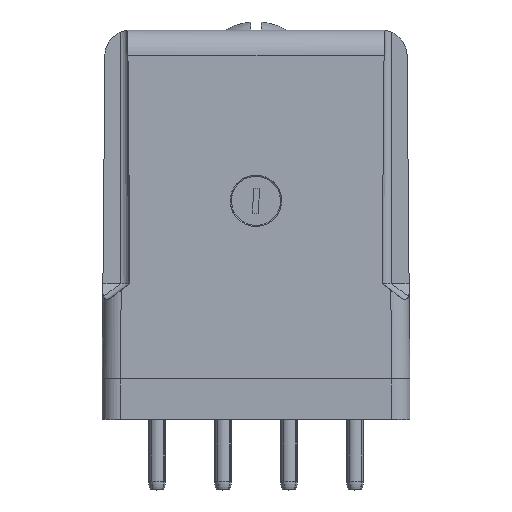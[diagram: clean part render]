
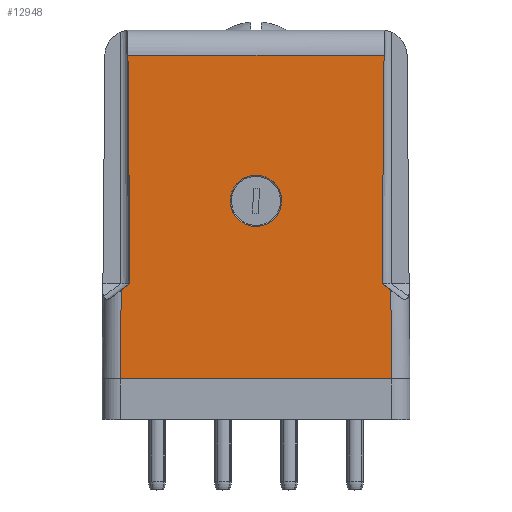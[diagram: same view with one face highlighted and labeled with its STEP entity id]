
A CAD part, top view. The second image highlights one B-rep face of the part: STEP entity #12948.
In plain terms, the highlighted planar face has unit normal (0, 0.009, 1).
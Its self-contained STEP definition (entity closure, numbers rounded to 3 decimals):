
#4052 = CARTESIAN_POINT ( 'NONE',  ( -3.5, 36.8, 17.227 ) ) ;
#4059 = CARTESIAN_POINT ( 'NONE',  ( 3.5, 36.8, 17.227 ) ) ;
#4061 = CARTESIAN_POINT ( 'NONE',  ( 3.5, 29.8, 17.288 ) ) ;
#4063 = CARTESIAN_POINT ( 'NONE',  ( -3.5, 29.8, 17.288 ) ) ;
#4080 = CARTESIAN_POINT ( 'NONE',  ( 0.898, 32.149, 17.267 ) ) ;
#4082 = DIRECTION ( 'NONE',  ( -0.798, -0.602, 0.005 ) ) ;
#4289 = DIRECTION ( 'NONE',  ( 0.009, 1., -0.009 ) ) ;
#4301 = CARTESIAN_POINT ( 'NONE',  ( -18.497, 5.845, 17.497 ) ) ;
#4306 = CARTESIAN_POINT ( 'NONE',  ( -17.082, 5.168, 17.503 ) ) ;
#4307 = DIRECTION ( 'NONE',  ( 0.009, -1., 0.009 ) ) ;
#4309 = CARTESIAN_POINT ( 'NONE',  ( 17.085, 5.534, 17.5 ) ) ;
#4311 = DIRECTION ( 'NONE',  ( -0.009, -1., 0.009 ) ) ;
#4317 = CARTESIAN_POINT ( 'NONE',  ( -17.5, 49.631, 17.115 ) ) ;
#4318 = DIRECTION ( 'NONE',  ( -1., 0., 0. ) ) ;
#4319 = CARTESIAN_POINT ( 'NONE',  ( 18.5, 5.478, 17.5 ) ) ;
#4320 = DIRECTION ( 'NONE',  ( -0.009, 1., -0.009 ) ) ;
#4321 = CARTESIAN_POINT ( 'NONE',  ( 25.871, 11.958, 17.444 ) ) ;
#4322 = DIRECTION ( 'NONE',  ( -0.798, 0.602, -0.005 ) ) ;
#4327 = CARTESIAN_POINT ( 'NONE',  ( 21., 5.5, 17.5 ) ) ;
#4328 = DIRECTION ( 'NONE',  ( 1., 0., 0. ) ) ;
#4377 = CARTESIAN_POINT ( 'NONE',  ( -3.5, 29.8, 17.288 ) ) ;
#4378 = CARTESIAN_POINT ( 'NONE',  ( -3.5, 22.8, 17.349 ) ) ;
#4387 = CARTESIAN_POINT ( 'NONE',  ( 3.5, 22.8, 17.349 ) ) ;
#4388 = CARTESIAN_POINT ( 'NONE',  ( 3.5, 29.8, 17.288 ) ) ;
#4399 = VECTOR ( 'NONE', #4082, 1000. ) ;
#4400 = LINE ( 'NONE', #4080, #4399 ) ;
#4501 = LINE ( 'NONE', #4306, #4504 ) ;
#4502 = LINE ( 'NONE', #4301, #4508 ) ;
#4504 = VECTOR ( 'NONE', #4307, 1000. ) ;
#4505 = LINE ( 'NONE', #4327, #4516 ) ;
#4508 = VECTOR ( 'NONE', #4311, 1000. ) ;
#4509 = LINE ( 'NONE', #4309, #4511 ) ;
#4510 = LINE ( 'NONE', #4317, #4513 ) ;
#4511 = VECTOR ( 'NONE', #4289, 1000. ) ;
#4512 = LINE ( 'NONE', #4319, #4515 ) ;
#4513 = VECTOR ( 'NONE', #4318, 1000. ) ;
#4514 = LINE ( 'NONE', #4321, #4517 ) ;
#4515 = VECTOR ( 'NONE', #4320, 1000. ) ;
#4516 = VECTOR ( 'NONE', #4328, 1000. ) ;
#4517 = VECTOR ( 'NONE', #4322, 1000. ) ;
#12156 = CARTESIAN_POINT ( 'NONE',  ( -3.5, 29.8, 17.288 ) ) ;
#12158 = CARTESIAN_POINT ( 'NONE',  ( 3.5, 29.8, 17.288 ) ) ;
#12159 = CARTESIAN_POINT ( 'NONE',  ( 18.5, 5.5, 17.5 ) ) ;
#12161 = CARTESIAN_POINT ( 'NONE',  ( -18.395, 17.598, 17.394 ) ) ;
#12195 = CARTESIAN_POINT ( 'NONE',  ( -18.5, 5.5, 17.5 ) ) ;
#12197 = CARTESIAN_POINT ( 'NONE',  ( -17.198, 18.5, 17.387 ) ) ;
#12200 = CARTESIAN_POINT ( 'NONE',  ( 17.198, 18.5, 17.387 ) ) ;
#12202 = CARTESIAN_POINT ( 'NONE',  ( 17.47, 49.631, 17.115 ) ) ;
#12217 = CARTESIAN_POINT ( 'NONE',  ( -17.47, 49.631, 17.115 ) ) ;
#12219 = CARTESIAN_POINT ( 'NONE',  ( 18.395, 17.598, 17.394 ) ) ;
#12948 = ADVANCED_FACE ( 'NONE', ( #17697, #17701 ), #12982, .T. ) ;
#12982 = PLANE ( 'NONE',  #17888 ) ;
#13158 = DIRECTION ( 'NONE',  ( 0., 0.009, 1. ) ) ;
#13163 = CARTESIAN_POINT ( 'NONE',  ( 21., 5.5, 17.5 ) ) ;
#13173 = DIRECTION ( 'NONE',  ( 0., 1., -0.009 ) ) ;
#13259 =( BOUNDED_CURVE ( )  B_SPLINE_CURVE ( 3, ( #4061, #4059, #4052, #4063 ),
 .UNSPECIFIED., .F., .F. ) 
 B_SPLINE_CURVE_WITH_KNOTS ( ( 4, 4 ),
 ( 4.712, 7.854 ),
 .UNSPECIFIED. ) 
 CURVE ( )  GEOMETRIC_REPRESENTATION_ITEM ( )  RATIONAL_B_SPLINE_CURVE ( ( 1., 0.333, 0.333, 1. ) ) 
 REPRESENTATION_ITEM ( '' )  );
#13271 =( BOUNDED_CURVE ( )  B_SPLINE_CURVE ( 3, ( #4377, #4378, #4387, #4388 ),
 .UNSPECIFIED., .F., .F. ) 
 B_SPLINE_CURVE_WITH_KNOTS ( ( 4, 4 ),
 ( 1.571, 4.712 ),
 .UNSPECIFIED. ) 
 CURVE ( )  GEOMETRIC_REPRESENTATION_ITEM ( )  RATIONAL_B_SPLINE_CURVE ( ( 1., 0.333, 0.333, 1. ) ) 
 REPRESENTATION_ITEM ( '' )  );
#15770 = EDGE_CURVE ( 'NONE', #17108, #17106, #13259, .T. ) ;
#15777 = EDGE_CURVE ( 'NONE', #17147, #17111, #4400, .T. ) ;
#15857 = EDGE_CURVE ( 'NONE', #17167, #17147, #4501, .T. ) ;
#15859 = EDGE_CURVE ( 'NONE', #17111, #17145, #4502, .T. ) ;
#15861 = EDGE_CURVE ( 'NONE', #17150, #17152, #4509, .T. ) ;
#15862 = EDGE_CURVE ( 'NONE', #17152, #17167, #4510, .T. ) ;
#15863 = EDGE_CURVE ( 'NONE', #17109, #17169, #4512, .T. ) ;
#15864 = EDGE_CURVE ( 'NONE', #17169, #17150, #4514, .T. ) ;
#15866 = EDGE_CURVE ( 'NONE', #17145, #17109, #4505, .T. ) ;
#15887 = EDGE_CURVE ( 'NONE', #17106, #17108, #13271, .T. ) ;
#16360 = ORIENTED_EDGE ( 'NONE', *, *, #15863, .T. ) ;
#16361 = ORIENTED_EDGE ( 'NONE', *, *, #15864, .T. ) ;
#16362 = ORIENTED_EDGE ( 'NONE', *, *, #15861, .T. ) ;
#16363 = ORIENTED_EDGE ( 'NONE', *, *, #15862, .T. ) ;
#16364 = ORIENTED_EDGE ( 'NONE', *, *, #15857, .T. ) ;
#16365 = ORIENTED_EDGE ( 'NONE', *, *, #15777, .T. ) ;
#16366 = ORIENTED_EDGE ( 'NONE', *, *, #15859, .T. ) ;
#16367 = ORIENTED_EDGE ( 'NONE', *, *, #15887, .F. ) ;
#16368 = ORIENTED_EDGE ( 'NONE', *, *, #15770, .F. ) ;
#16465 = ORIENTED_EDGE ( 'NONE', *, *, #15866, .T. ) ;
#16905 = EDGE_LOOP ( 'NONE', ( #16465, #16360, #16361, #16362, #16363, #16364, #16365, #16366 ) ) ;
#16951 = EDGE_LOOP ( 'NONE', ( #16367, #16368 ) ) ;
#17106 = VERTEX_POINT ( 'NONE', #12156 ) ;
#17108 = VERTEX_POINT ( 'NONE', #12158 ) ;
#17109 = VERTEX_POINT ( 'NONE', #12159 ) ;
#17111 = VERTEX_POINT ( 'NONE', #12161 ) ;
#17145 = VERTEX_POINT ( 'NONE', #12195 ) ;
#17147 = VERTEX_POINT ( 'NONE', #12197 ) ;
#17150 = VERTEX_POINT ( 'NONE', #12200 ) ;
#17152 = VERTEX_POINT ( 'NONE', #12202 ) ;
#17167 = VERTEX_POINT ( 'NONE', #12217 ) ;
#17169 = VERTEX_POINT ( 'NONE', #12219 ) ;
#17697 = FACE_OUTER_BOUND ( 'NONE', #16905, .T. ) ;
#17701 = FACE_BOUND ( 'NONE', #16951, .T. ) ;
#17888 = AXIS2_PLACEMENT_3D ( 'NONE', #13163, #13158, #13173 ) ;
